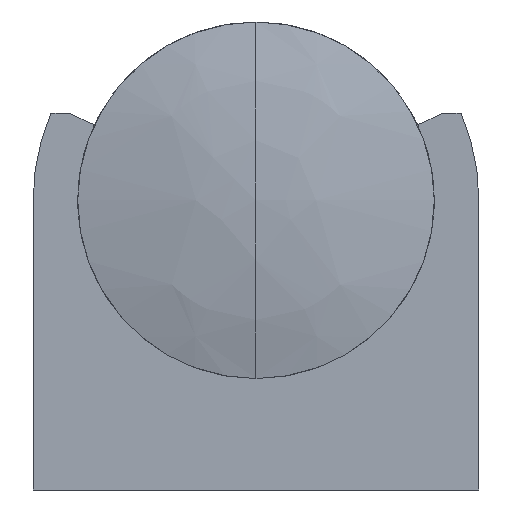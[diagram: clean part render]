
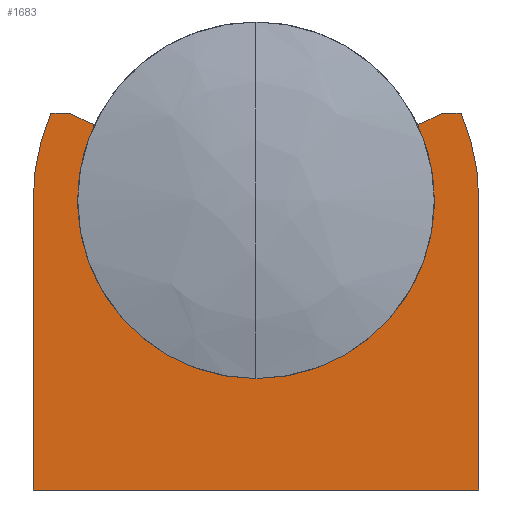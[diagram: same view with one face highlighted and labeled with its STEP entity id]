
A CAD part, left-side view. The second image highlights one B-rep face of the part: STEP entity #1683.
In plain terms, the highlighted planar face has unit normal (-1, 0, 0).
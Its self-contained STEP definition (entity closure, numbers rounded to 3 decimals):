
#888=CARTESIAN_POINT('POINT61',(5.5,
   18.416,7.8));
#889=VERTEX_POINT('VERTEX61',#888);
#907=CARTESIAN_POINT('POINT64',(5.5,20.,
   0.));
#908=VERTEX_POINT('VERTEX64',#907);
#915=CARTESIAN_POINT('POS97',(5.5,
   0.,0.));
#916=DIRECTION('DIR137',(1.,0.,0.));
#917=DIRECTION('DIR138',(0.,1.,0.));
#918=AXIS2_PLACEMENT_3D('AXIS41',#915,#916,#917);
#919=CIRCLE('ELLIPSE20',#918,20.);
#920=EDGE_CURVE('EDGE94',#908,#889,#919,.T.);
#930=CARTESIAN_POINT('POINT65',(5.5,20.,-26.
   ));
#931=VERTEX_POINT('VERTEX65',#930);
#932=CARTESIAN_POINT('POS99',(5.5,20.,-26.))
   ;
#933=DIRECTION('DIR141',(0.,0.,1.));
#934=VECTOR('VEC57',#933,1.);
#935=LINE('STRAIGHT57',#932,#934);
#936=EDGE_CURVE('EDGE95',#931,#908,#935,.T.);
#973=CARTESIAN_POINT('POINT67',(5.5,-20.,
   -26.));
#974=VERTEX_POINT('VERTEX67',#973);
#975=CARTESIAN_POINT('POS103',(5.5,-20.,-26.
   ));
#976=DIRECTION('DIR146',(0.,1.,0.));
#977=VECTOR('VEC60',#976,1.);
#978=LINE('STRAIGHT60',#975,#977);
#979=EDGE_CURVE('EDGE98',#974,#931,#978,.T.);
#1004=CARTESIAN_POINT('POINT69',(5.5,-20.,
   0.));
#1005=VERTEX_POINT('VERTEX69',#1004);
#1006=CARTESIAN_POINT('POS107',(5.5,-20.,
   0.));
#1007=DIRECTION('DIR151',(0.,0.,-1.));
#1008=VECTOR('VEC63',#1007,1.);
#1009=LINE('STRAIGHT63',#1006,#1008);
#1010=EDGE_CURVE('EDGE101',#1005,#974,#1009,.T.);
#1037=CARTESIAN_POINT('POINT72',(5.5,
   -18.416,7.8));
#1038=VERTEX_POINT('VERTEX72',#1037);
#1045=EDGE_CURVE('EDGE105',#1038,#1005,#919,.T.);
#1062=CARTESIAN_POINT('POINT74',(5.5,-16.727,
   7.8));
#1063=VERTEX_POINT('VERTEX74',#1062);
#1070=CARTESIAN_POINT('POS114',(5.5,
   0.,7.8));
#1071=DIRECTION('DIR159',(0.,1.,0.));
#1072=VECTOR('VEC69',#1071,25.4);
#1073=LINE('STRAIGHT69',#1070,#1072);
#1074=EDGE_CURVE('EDGE109',#1038,#1063,#1073,.T.);
#1085=CARTESIAN_POINT('POINT75',(5.5,16.727,7.8
   ));
#1086=VERTEX_POINT('VERTEX75',#1085);
#1087=EDGE_CURVE('EDGE110',#1086,#889,#1073,.T.);
#1356=CARTESIAN_POINT('POINT96',(5.5,-14.501,
   6.762));
#1357=VERTEX_POINT('VERTEX96',#1356);
#1364=CARTESIAN_POINT('POS146',(5.5,
   -20.215,9.426));
#1365=DIRECTION('DIR200',(0.,0.906,
   -0.423));
#1366=VECTOR('VEC92',#1365,25.4);
#1367=LINE('STRAIGHT92',#1364,#1366);
#1368=EDGE_CURVE('EDGE140',#1063,#1357,#1367,.T.);
#1649=ORIENTED_EDGE('COEDGE269',*,*,#1087,.T.);
#1650=ORIENTED_EDGE('COEDGE270',*,*,#920,.F.);
#1651=ORIENTED_EDGE('COEDGE271',*,*,#936,.F.);
#1652=ORIENTED_EDGE('COEDGE272',*,*,#979,.F.);
#1653=ORIENTED_EDGE('COEDGE273',*,*,#1010,.F.);
#1654=ORIENTED_EDGE('COEDGE274',*,*,#1045,.F.);
#1655=ORIENTED_EDGE('COEDGE275',*,*,#1074,.T.);
#1656=ORIENTED_EDGE('COEDGE276',*,*,#1368,.T.);
#1657=CARTESIAN_POINT('POINT110',(5.5,0.,
   -16.));
#1658=VERTEX_POINT('VERTEX110',#1657);
#1659=CARTESIAN_POINT('POS164',(5.5,0.,
   0.));
#1660=DIRECTION('DIR229',(-1.,0.,
   0.));
#1661=DIRECTION('DIR230',(0.,0.,
   -1.));
#1662=AXIS2_PLACEMENT_3D('AXIS66',#1659,#1660,#1661);
#1663=CIRCLE('ELLIPSE28',#1662,16.);
#1664=EDGE_CURVE('EDGE159',#1658,#1357,#1663,.T.);
#1665=ORIENTED_EDGE('COEDGE277',*,*,#1664,.F.);
#1666=CARTESIAN_POINT('POINT111',(5.5,14.501,
   6.762));
#1667=VERTEX_POINT('VERTEX111',#1666);
#1668=EDGE_CURVE('EDGE160',#1667,#1658,#1663,.T.);
#1669=ORIENTED_EDGE('COEDGE278',*,*,#1668,.F.);
#1670=CARTESIAN_POINT('POS165',(5.5,
   -1.23,-0.574));
#1671=DIRECTION('DIR231',(0.,0.906,
   0.423));
#1672=VECTOR('VEC99',#1671,25.4);
#1673=LINE('STRAIGHT99',#1670,#1672);
#1674=EDGE_CURVE('EDGE161',#1667,#1086,#1673,.T.);
#1675=ORIENTED_EDGE('COEDGE279',*,*,#1674,.T.);
#1676=EDGE_LOOP('NONE',(#1649,#1650,#1651,#1652,#1653,#1654,#1655,#1656,
   #1665,#1669,#1675));
#1677=FACE_BOUND('LOOP1',#1676,.T.);
#1678=CARTESIAN_POINT('POS166',(5.5,
   0.,-6.425));
#1679=DIRECTION('DIR232',(-1.,0.,0.));
#1680=DIRECTION('DIR233',(0.,1.,0.));
#1681=AXIS2_PLACEMENT_3D('AXIS67',#1678,#1679,#1680);
#1682=PLANE('PLANE28',#1681);
#1683=ADVANCED_FACE('FACE58',(#1677),#1682,.T.);
